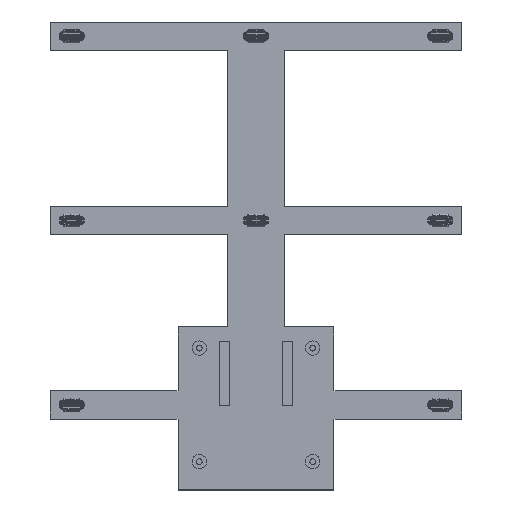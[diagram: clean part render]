
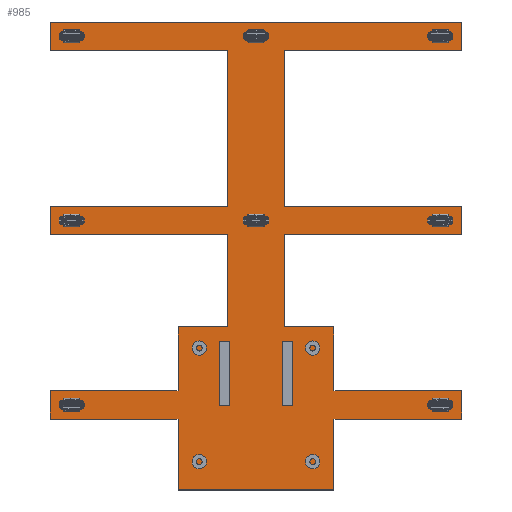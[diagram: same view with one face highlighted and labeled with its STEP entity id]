
A CAD part, top view. The second image highlights one B-rep face of the part: STEP entity #985.
In plain terms, the highlighted planar face has unit normal (0, 0, 1).
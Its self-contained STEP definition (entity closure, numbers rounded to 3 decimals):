
#88 = VERTEX_POINT('',#89);
#89 = CARTESIAN_POINT('',(32.5,35.,1.481));
#95 = EDGE_CURVE('',#88,#96,#98,.T.);
#96 = VERTEX_POINT('',#97);
#97 = CARTESIAN_POINT('',(77.5,35.,1.481));
#98 = LINE('',#99,#100);
#99 = CARTESIAN_POINT('',(32.5,35.,1.481));
#100 = VECTOR('',#101,1.);
#101 = DIRECTION('',(1.,0.,0.));
#126 = EDGE_CURVE('',#96,#127,#129,.T.);
#127 = VERTEX_POINT('',#128);
#128 = CARTESIAN_POINT('',(77.5,10.,1.481));
#129 = LINE('',#130,#131);
#130 = CARTESIAN_POINT('',(77.5,35.,1.481));
#131 = VECTOR('',#132,1.);
#132 = DIRECTION('',(0.,-1.,0.));
#157 = EDGE_CURVE('',#127,#158,#160,.T.);
#158 = VERTEX_POINT('',#159);
#159 = CARTESIAN_POINT('',(132.5,10.,1.481));
#160 = LINE('',#161,#162);
#161 = CARTESIAN_POINT('',(77.5,10.,1.481));
#162 = VECTOR('',#163,1.);
#163 = DIRECTION('',(1.,0.,0.));
#188 = EDGE_CURVE('',#158,#189,#191,.T.);
#189 = VERTEX_POINT('',#190);
#190 = CARTESIAN_POINT('',(132.5,35.,1.481));
#191 = LINE('',#192,#193);
#192 = CARTESIAN_POINT('',(132.5,10.,1.481));
#193 = VECTOR('',#194,1.);
#194 = DIRECTION('',(0.,1.,0.));
#219 = EDGE_CURVE('',#189,#220,#222,.T.);
#220 = VERTEX_POINT('',#221);
#221 = CARTESIAN_POINT('',(177.5,35.,1.481));
#222 = LINE('',#223,#224);
#223 = CARTESIAN_POINT('',(132.5,35.,1.481));
#224 = VECTOR('',#225,1.);
#225 = DIRECTION('',(1.,0.,0.));
#250 = EDGE_CURVE('',#220,#251,#253,.T.);
#251 = VERTEX_POINT('',#252);
#252 = CARTESIAN_POINT('',(177.5,45.,1.481));
#253 = LINE('',#254,#255);
#254 = CARTESIAN_POINT('',(177.5,35.,1.481));
#255 = VECTOR('',#256,1.);
#256 = DIRECTION('',(0.,1.,0.));
#281 = EDGE_CURVE('',#251,#282,#284,.T.);
#282 = VERTEX_POINT('',#283);
#283 = CARTESIAN_POINT('',(132.5,45.,1.481));
#284 = LINE('',#285,#286);
#285 = CARTESIAN_POINT('',(177.5,45.,1.481));
#286 = VECTOR('',#287,1.);
#287 = DIRECTION('',(-1.,0.,0.));
#312 = EDGE_CURVE('',#282,#313,#315,.T.);
#313 = VERTEX_POINT('',#314);
#314 = CARTESIAN_POINT('',(132.5,67.5,1.481));
#315 = LINE('',#316,#317);
#316 = CARTESIAN_POINT('',(132.5,45.,1.481));
#317 = VECTOR('',#318,1.);
#318 = DIRECTION('',(0.,1.,0.));
#343 = EDGE_CURVE('',#313,#344,#346,.T.);
#344 = VERTEX_POINT('',#345);
#345 = CARTESIAN_POINT('',(115.,67.5,1.481));
#346 = LINE('',#347,#348);
#347 = CARTESIAN_POINT('',(132.5,67.5,1.481));
#348 = VECTOR('',#349,1.);
#349 = DIRECTION('',(-1.,0.,0.));
#374 = EDGE_CURVE('',#344,#375,#377,.T.);
#375 = VERTEX_POINT('',#376);
#376 = CARTESIAN_POINT('',(115.,100.,1.481));
#377 = LINE('',#378,#379);
#378 = CARTESIAN_POINT('',(115.,67.5,1.481));
#379 = VECTOR('',#380,1.);
#380 = DIRECTION('',(0.,1.,0.));
#405 = EDGE_CURVE('',#375,#406,#408,.T.);
#406 = VERTEX_POINT('',#407);
#407 = CARTESIAN_POINT('',(177.5,100.,1.481));
#408 = LINE('',#409,#410);
#409 = CARTESIAN_POINT('',(115.,100.,1.481));
#410 = VECTOR('',#411,1.);
#411 = DIRECTION('',(1.,0.,0.));
#436 = EDGE_CURVE('',#406,#437,#439,.T.);
#437 = VERTEX_POINT('',#438);
#438 = CARTESIAN_POINT('',(177.5,110.,1.481));
#439 = LINE('',#440,#441);
#440 = CARTESIAN_POINT('',(177.5,100.,1.481));
#441 = VECTOR('',#442,1.);
#442 = DIRECTION('',(0.,1.,0.));
#467 = EDGE_CURVE('',#437,#468,#470,.T.);
#468 = VERTEX_POINT('',#469);
#469 = CARTESIAN_POINT('',(115.,110.,1.481));
#470 = LINE('',#471,#472);
#471 = CARTESIAN_POINT('',(177.5,110.,1.481));
#472 = VECTOR('',#473,1.);
#473 = DIRECTION('',(-1.,0.,0.));
#498 = EDGE_CURVE('',#468,#499,#501,.T.);
#499 = VERTEX_POINT('',#500);
#500 = CARTESIAN_POINT('',(115.,165.,1.481));
#501 = LINE('',#502,#503);
#502 = CARTESIAN_POINT('',(115.,110.,1.481));
#503 = VECTOR('',#504,1.);
#504 = DIRECTION('',(0.,1.,0.));
#529 = EDGE_CURVE('',#499,#530,#532,.T.);
#530 = VERTEX_POINT('',#531);
#531 = CARTESIAN_POINT('',(177.5,165.,1.481));
#532 = LINE('',#533,#534);
#533 = CARTESIAN_POINT('',(115.,165.,1.481));
#534 = VECTOR('',#535,1.);
#535 = DIRECTION('',(1.,0.,0.));
#560 = EDGE_CURVE('',#530,#561,#563,.T.);
#561 = VERTEX_POINT('',#562);
#562 = CARTESIAN_POINT('',(177.5,175.,1.481));
#563 = LINE('',#564,#565);
#564 = CARTESIAN_POINT('',(177.5,165.,1.481));
#565 = VECTOR('',#566,1.);
#566 = DIRECTION('',(0.,1.,0.));
#591 = EDGE_CURVE('',#561,#592,#594,.T.);
#592 = VERTEX_POINT('',#593);
#593 = CARTESIAN_POINT('',(32.5,175.,1.481));
#594 = LINE('',#595,#596);
#595 = CARTESIAN_POINT('',(177.5,175.,1.481));
#596 = VECTOR('',#597,1.);
#597 = DIRECTION('',(-1.,0.,0.));
#622 = EDGE_CURVE('',#592,#623,#625,.T.);
#623 = VERTEX_POINT('',#624);
#624 = CARTESIAN_POINT('',(32.5,165.,1.481));
#625 = LINE('',#626,#627);
#626 = CARTESIAN_POINT('',(32.5,175.,1.481));
#627 = VECTOR('',#628,1.);
#628 = DIRECTION('',(0.,-1.,0.));
#653 = EDGE_CURVE('',#623,#654,#656,.T.);
#654 = VERTEX_POINT('',#655);
#655 = CARTESIAN_POINT('',(95.,165.,1.481));
#656 = LINE('',#657,#658);
#657 = CARTESIAN_POINT('',(32.5,165.,1.481));
#658 = VECTOR('',#659,1.);
#659 = DIRECTION('',(1.,0.,0.));
#684 = EDGE_CURVE('',#654,#685,#687,.T.);
#685 = VERTEX_POINT('',#686);
#686 = CARTESIAN_POINT('',(95.,110.,1.481));
#687 = LINE('',#688,#689);
#688 = CARTESIAN_POINT('',(95.,165.,1.481));
#689 = VECTOR('',#690,1.);
#690 = DIRECTION('',(0.,-1.,0.));
#715 = EDGE_CURVE('',#685,#716,#718,.T.);
#716 = VERTEX_POINT('',#717);
#717 = CARTESIAN_POINT('',(32.5,110.,1.481));
#718 = LINE('',#719,#720);
#719 = CARTESIAN_POINT('',(95.,110.,1.481));
#720 = VECTOR('',#721,1.);
#721 = DIRECTION('',(-1.,0.,0.));
#746 = EDGE_CURVE('',#716,#747,#749,.T.);
#747 = VERTEX_POINT('',#748);
#748 = CARTESIAN_POINT('',(32.5,100.,1.481));
#749 = LINE('',#750,#751);
#750 = CARTESIAN_POINT('',(32.5,110.,1.481));
#751 = VECTOR('',#752,1.);
#752 = DIRECTION('',(0.,-1.,0.));
#777 = EDGE_CURVE('',#747,#778,#780,.T.);
#778 = VERTEX_POINT('',#779);
#779 = CARTESIAN_POINT('',(95.,100.,1.481));
#780 = LINE('',#781,#782);
#781 = CARTESIAN_POINT('',(32.5,100.,1.481));
#782 = VECTOR('',#783,1.);
#783 = DIRECTION('',(1.,0.,0.));
#808 = EDGE_CURVE('',#778,#809,#811,.T.);
#809 = VERTEX_POINT('',#810);
#810 = CARTESIAN_POINT('',(95.,67.5,1.481));
#811 = LINE('',#812,#813);
#812 = CARTESIAN_POINT('',(95.,100.,1.481));
#813 = VECTOR('',#814,1.);
#814 = DIRECTION('',(0.,-1.,0.));
#839 = EDGE_CURVE('',#809,#840,#842,.T.);
#840 = VERTEX_POINT('',#841);
#841 = CARTESIAN_POINT('',(77.5,67.5,1.481));
#842 = LINE('',#843,#844);
#843 = CARTESIAN_POINT('',(95.,67.5,1.481));
#844 = VECTOR('',#845,1.);
#845 = DIRECTION('',(-1.,0.,0.));
#870 = EDGE_CURVE('',#840,#871,#873,.T.);
#871 = VERTEX_POINT('',#872);
#872 = CARTESIAN_POINT('',(77.5,45.,1.481));
#873 = LINE('',#874,#875);
#874 = CARTESIAN_POINT('',(77.5,67.5,1.481));
#875 = VECTOR('',#876,1.);
#876 = DIRECTION('',(0.,-1.,0.));
#901 = EDGE_CURVE('',#871,#902,#904,.T.);
#902 = VERTEX_POINT('',#903);
#903 = CARTESIAN_POINT('',(32.5,45.,1.481));
#904 = LINE('',#905,#906);
#905 = CARTESIAN_POINT('',(77.5,45.,1.481));
#906 = VECTOR('',#907,1.);
#907 = DIRECTION('',(-1.,0.,0.));
#932 = EDGE_CURVE('',#902,#88,#933,.T.);
#933 = LINE('',#934,#935);
#934 = CARTESIAN_POINT('',(32.5,45.,1.481));
#935 = VECTOR('',#936,1.);
#936 = DIRECTION('',(0.,-1.,0.));
#985 = ADVANCED_FACE('',(#986),#1016,.T.);
#986 = FACE_BOUND('',#987,.T.);
#987 = EDGE_LOOP('',(#988,#989,#990,#991,#992,#993,#994,#995,#996,#997,
    #998,#999,#1000,#1001,#1002,#1003,#1004,#1005,#1006,#1007,#1008,
    #1009,#1010,#1011,#1012,#1013,#1014,#1015));
#988 = ORIENTED_EDGE('',*,*,#95,.T.);
#989 = ORIENTED_EDGE('',*,*,#126,.T.);
#990 = ORIENTED_EDGE('',*,*,#157,.T.);
#991 = ORIENTED_EDGE('',*,*,#188,.T.);
#992 = ORIENTED_EDGE('',*,*,#219,.T.);
#993 = ORIENTED_EDGE('',*,*,#250,.T.);
#994 = ORIENTED_EDGE('',*,*,#281,.T.);
#995 = ORIENTED_EDGE('',*,*,#312,.T.);
#996 = ORIENTED_EDGE('',*,*,#343,.T.);
#997 = ORIENTED_EDGE('',*,*,#374,.T.);
#998 = ORIENTED_EDGE('',*,*,#405,.T.);
#999 = ORIENTED_EDGE('',*,*,#436,.T.);
#1000 = ORIENTED_EDGE('',*,*,#467,.T.);
#1001 = ORIENTED_EDGE('',*,*,#498,.T.);
#1002 = ORIENTED_EDGE('',*,*,#529,.T.);
#1003 = ORIENTED_EDGE('',*,*,#560,.T.);
#1004 = ORIENTED_EDGE('',*,*,#591,.T.);
#1005 = ORIENTED_EDGE('',*,*,#622,.T.);
#1006 = ORIENTED_EDGE('',*,*,#653,.T.);
#1007 = ORIENTED_EDGE('',*,*,#684,.T.);
#1008 = ORIENTED_EDGE('',*,*,#715,.T.);
#1009 = ORIENTED_EDGE('',*,*,#746,.T.);
#1010 = ORIENTED_EDGE('',*,*,#777,.T.);
#1011 = ORIENTED_EDGE('',*,*,#808,.T.);
#1012 = ORIENTED_EDGE('',*,*,#839,.T.);
#1013 = ORIENTED_EDGE('',*,*,#870,.T.);
#1014 = ORIENTED_EDGE('',*,*,#901,.T.);
#1015 = ORIENTED_EDGE('',*,*,#932,.T.);
#1016 = PLANE('',#1017);
#1017 = AXIS2_PLACEMENT_3D('',#1018,#1019,#1020);
#1018 = CARTESIAN_POINT('',(32.5,35.,1.481));
#1019 = DIRECTION('',(0.,0.,1.));
#1020 = DIRECTION('',(1.,0.,0.));
